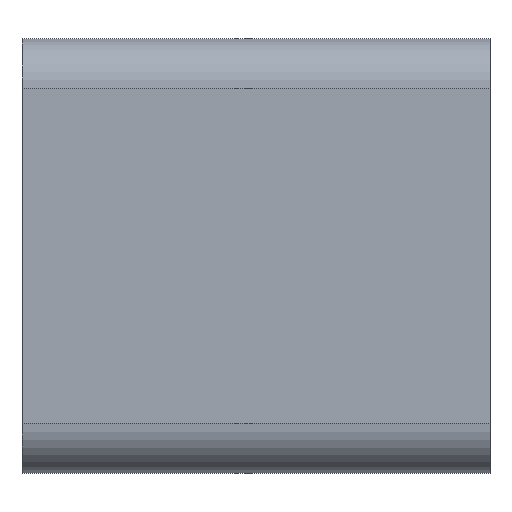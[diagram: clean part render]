
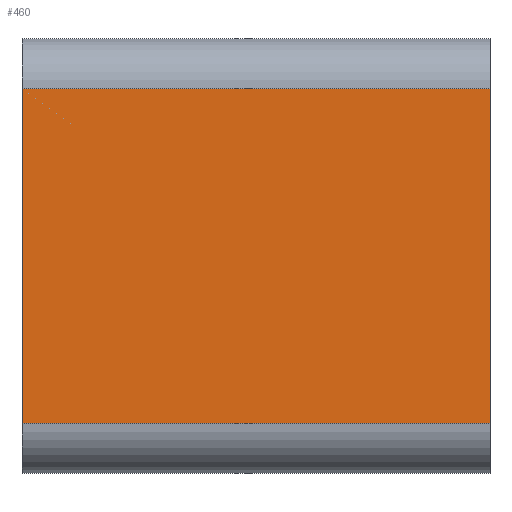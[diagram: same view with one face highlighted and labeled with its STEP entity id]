
A CAD part, left-side view. The second image highlights one B-rep face of the part: STEP entity #460.
In plain terms, the highlighted planar face has unit normal (-1, 0, 0).
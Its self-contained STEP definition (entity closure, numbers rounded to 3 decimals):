
#24=PLANE($,#502);
#46=FACE_OUTER_BOUND($,#70,.T.);
#70=EDGE_LOOP($,(#402,#403,#404,#405));
#83=LINE($,#662,#133);
#95=LINE($,#700,#145);
#111=LINE($,#738,#161);
#115=LINE($,#746,#165);
#133=VECTOR($,#528,20.);
#145=VECTOR($,#562,28.);
#161=VECTOR($,#594,20.);
#165=VECTOR($,#606,28.);
#199=VERTEX_POINT($,#659);
#200=VERTEX_POINT($,#661);
#215=VERTEX_POINT($,#699);
#229=VERTEX_POINT($,#736);
#245=EDGE_CURVE($,#200,#199,#83,.T.);
#264=EDGE_CURVE($,#215,#199,#95,.T.);
#284=EDGE_CURVE($,#229,#215,#111,.T.);
#288=EDGE_CURVE($,#229,#200,#115,.T.);
#402=ORIENTED_EDGE($,*,*,#245,.T.);
#403=ORIENTED_EDGE($,*,*,#264,.F.);
#404=ORIENTED_EDGE($,*,*,#284,.F.);
#405=ORIENTED_EDGE($,*,*,#288,.T.);
#460=ADVANCED_FACE($,(#46),#24,.T.);
#502=AXIS2_PLACEMENT_3D($,#759,#619,#620);
#528=DIRECTION($,(0.,0.,-1.));
#562=DIRECTION($,(0.,1.,0.));
#594=DIRECTION($,(0.,0.,-1.));
#606=DIRECTION($,(0.,1.,0.));
#619=DIRECTION('center_axis',(-1.,0.,0.));
#620=DIRECTION('ref_axis',(0.,0.,1.));
#659=CARTESIAN_POINT('',(-16.,28.,-10.));
#661=CARTESIAN_POINT('',(-16.,28.,10.));
#662=CARTESIAN_POINT($,(-16.,28.,0.));
#699=CARTESIAN_POINT('',(-16.,0.,-10.));
#700=CARTESIAN_POINT($,(-16.,0.,-10.));
#736=CARTESIAN_POINT('',(-16.,0.,10.));
#738=CARTESIAN_POINT($,(-16.,0.,10.));
#746=CARTESIAN_POINT($,(-16.,0.,10.));
#759=CARTESIAN_POINT('Origin',(-16.,0.,-10.));
